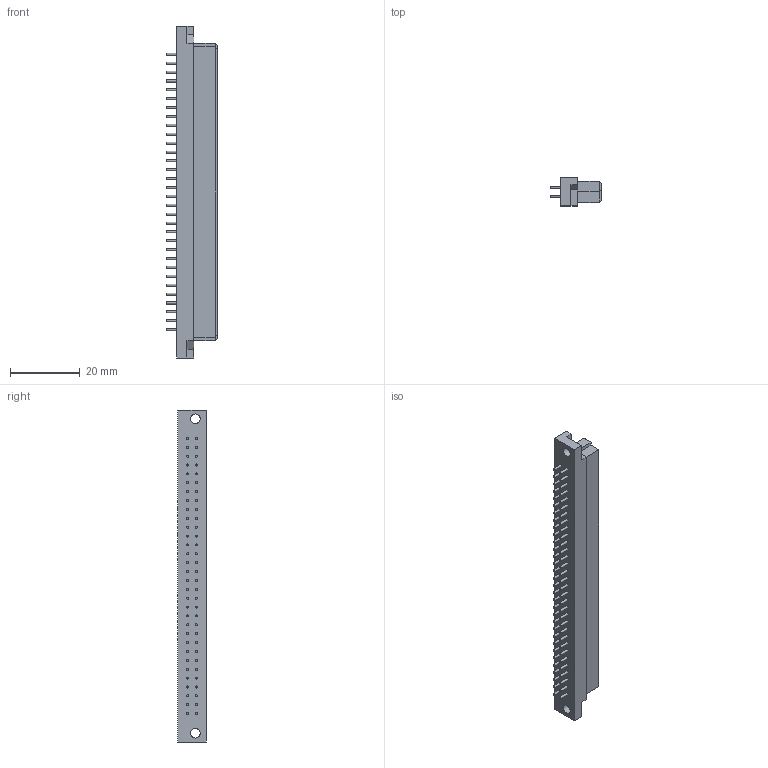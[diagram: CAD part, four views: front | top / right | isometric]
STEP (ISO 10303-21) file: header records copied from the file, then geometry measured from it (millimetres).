
FILE_DESCRIPTION(/* description */ (''),/* implementation_level */ '2;1');
FILE_NAME(/* name */ '100583812ugm000_a.stp',/* time_stamp */ '2015-09-14T08:27:17+02:00',/* author */ (''),/* organization */ (''),/* preprocessor_version */ 'ST-DEVELOPER v15',/* originating_system */ 'SIEMENS PLM Software NX 8.5',/* authorisation */ '');
FILE_SCHEMA (('AUTOMOTIVE_DESIGN { 1 0 10303 214 3 1 1 1 }'));
Length unit declared in the file: millimetre
Products named in the file (1): 100583812ugm000_a
Bounding box: 14.5 x 8.1 x 95 mm (x, y, z)
Volume: 6930.1 mm3; surface area: 4183.9 mm2
Topology: 1 solids, 1 shells, 480 faces, 1042 edges, 692 vertices
Faces by surface type: plane 414, cylinder 66
Full cylindrical faces by diameter (mm): 0.6 x64, 2.75 x2
Entity records: 15089 total; most frequent: CARTESIAN_POINT 2149, DIRECTION 2070, ORIENTED_EDGE 1952, EDGE_CURVE 976, LINE 844, VECTOR 844, VERTEX_POINT 692, EDGE_LOOP 678
